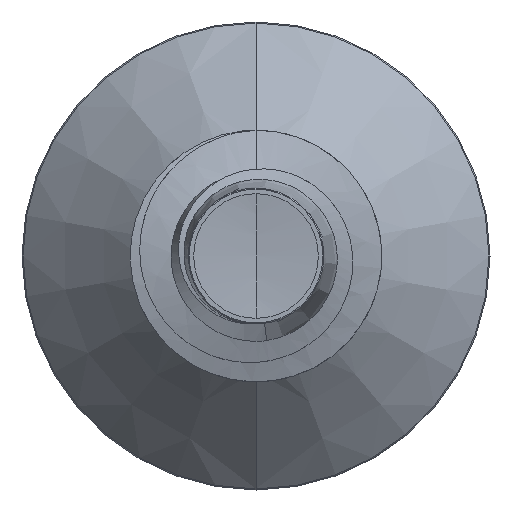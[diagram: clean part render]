
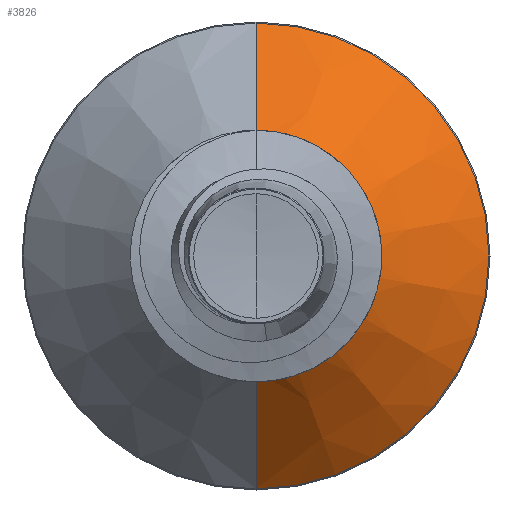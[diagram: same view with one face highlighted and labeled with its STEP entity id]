
A CAD part, front view. The second image highlights one B-rep face of the part: STEP entity #3826.
In plain terms, the highlighted conical face has half-angle 45 degrees and reference radius 2.301 mm.
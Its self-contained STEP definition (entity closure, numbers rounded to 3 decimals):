
#344 = CARTESIAN_POINT ( 'NONE',  ( 0., 6.228, -4.628 ) ) ;
#2130 = DIRECTION ( 'NONE',  ( 0., 0.707, -0.707 ) ) ;
#2202 = VECTOR ( 'NONE', #2987, 1000. ) ;
#2214 = VERTEX_POINT ( 'NONE', #344 ) ;
#2335 = CARTESIAN_POINT ( 'NONE',  ( 0., 3.901, -2.301 ) ) ;
#2638 = CARTESIAN_POINT ( 'NONE',  ( 0., 6.228, 4.628 ) ) ;
#2760 = LINE ( 'NONE', #2335, #7705 ) ;
#2987 = DIRECTION ( 'NONE',  ( 0., 0.707, 0.707 ) ) ;
#2999 = EDGE_LOOP ( 'NONE', ( #3585, #3646, #3698, #8380 ) ) ;
#3042 = CARTESIAN_POINT ( 'NONE',  ( 0., 3.901, 2.301 ) ) ;
#3111 = DIRECTION ( 'NONE',  ( 0., 0., 1. ) ) ;
#3113 = DIRECTION ( 'NONE',  ( 0., 1., 0. ) ) ;
#3128 = CARTESIAN_POINT ( 'NONE',  ( 0., 6.228, 0. ) ) ;
#3423 = CARTESIAN_POINT ( 'NONE',  ( 0., 3.901, 2.301 ) ) ;
#3585 = ORIENTED_EDGE ( 'NONE', *, *, #9570, .T. ) ;
#3646 = ORIENTED_EDGE ( 'NONE', *, *, #9765, .T. ) ;
#3697 = FACE_OUTER_BOUND ( 'NONE', #2999, .T. ) ;
#3698 = ORIENTED_EDGE ( 'NONE', *, *, #10896, .F. ) ;
#3826 = ADVANCED_FACE ( 'NONE', ( #3697 ), #8296, .T. ) ;
#4186 = DIRECTION ( 'NONE',  ( 0., 0., 1. ) ) ;
#4206 = DIRECTION ( 'NONE',  ( 0., 1., 0. ) ) ;
#4268 = CARTESIAN_POINT ( 'NONE',  ( 0., 3.901, 0. ) ) ;
#4633 = CIRCLE ( 'NONE', #6329, 4.628 ) ;
#5081 = VERTEX_POINT ( 'NONE', #3423 ) ;
#5185 = LINE ( 'NONE', #3042, #2202 ) ;
#6159 = AXIS2_PLACEMENT_3D ( 'NONE', #9533, #9762, #10354 ) ;
#6329 = AXIS2_PLACEMENT_3D ( 'NONE', #3128, #3113, #3111 ) ;
#6676 = VERTEX_POINT ( 'NONE', #8873 ) ;
#7705 = VECTOR ( 'NONE', #2130, 1000. ) ;
#8296 = CONICAL_SURFACE ( 'NONE', #6159, 2.301, 0.785 ) ;
#8380 = ORIENTED_EDGE ( 'NONE', *, *, #9604, .F. ) ;
#8873 = CARTESIAN_POINT ( 'NONE',  ( 0., 3.901, -2.301 ) ) ;
#9412 = AXIS2_PLACEMENT_3D ( 'NONE', #4268, #4206, #4186 ) ;
#9533 = CARTESIAN_POINT ( 'NONE',  ( 0., 3.901, 0. ) ) ;
#9570 = EDGE_CURVE ( 'NONE', #5081, #6676, #10796, .T. ) ;
#9604 = EDGE_CURVE ( 'NONE', #5081, #10201, #5185, .T. ) ;
#9762 = DIRECTION ( 'NONE',  ( 0., 1., 0. ) ) ;
#9765 = EDGE_CURVE ( 'NONE', #6676, #2214, #2760, .T. ) ;
#10201 = VERTEX_POINT ( 'NONE', #2638 ) ;
#10354 = DIRECTION ( 'NONE',  ( 0., 0., 1. ) ) ;
#10796 = CIRCLE ( 'NONE', #9412, 2.301 ) ;
#10896 = EDGE_CURVE ( 'NONE', #10201, #2214, #4633, .T. ) ;
